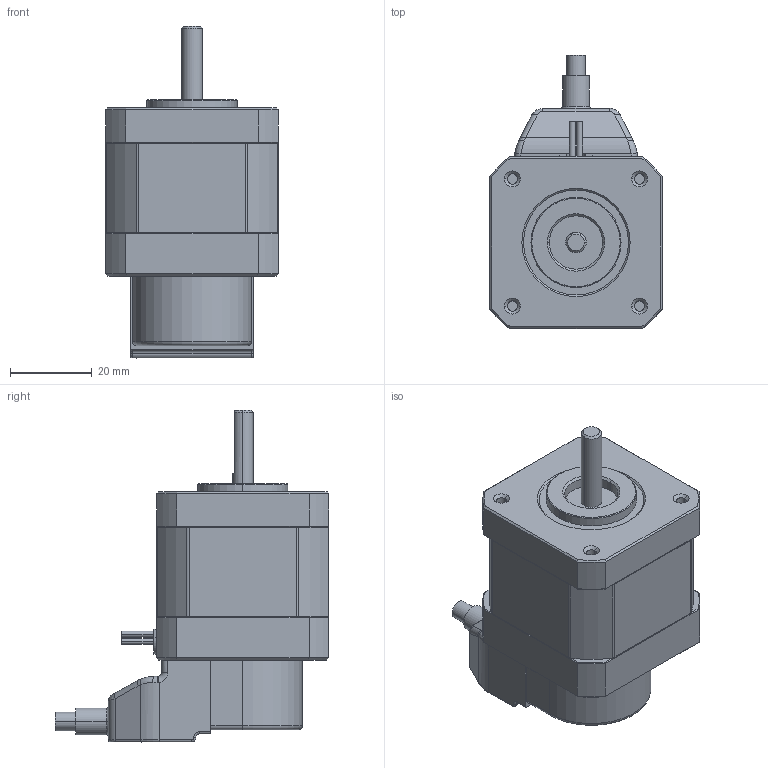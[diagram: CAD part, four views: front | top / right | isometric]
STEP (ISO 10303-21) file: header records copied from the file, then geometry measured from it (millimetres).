
FILE_DESCRIPTION(('Creo Elements/Direct Modeling STEP Export'),'2;1');
FILE_NAME('TS3602N317_318.stp','2014-09-10T16:39:32',(''),(''),'Creo Elements/Direct Modeling STEP processor for AP203 (Solid Model)','Creo Elements/Direct Modeling 17.0F 20-Aug-2012 (C) Parametric Technology GmbH','');
FILE_SCHEMA(('CONFIG_CONTROL_DESIGN'));
Length unit declared in the file: millimetre
Products named in the file (1): Skin_Group1
Bounding box: 42 x 66.8 x 81 mm (x, y, z)
Volume: 91447.2 mm3; surface area: 14304.9 mm2
Topology: 1 solids, 1 shells, 348 faces, 862 edges, 535 vertices
Faces by surface type: plane 139, cylinder 119, cone 49, torus 23, sphere 10, bspline 8
Entity records: 13387 total; most frequent: CARTESIAN_POINT 2453, ORIENTED_EDGE 1720, DIRECTION 1692, EDGE_CURVE 860, AXIS2_PLACEMENT_3D 657, VERTEX_POINT 535, VECTOR 378, LINE 378
